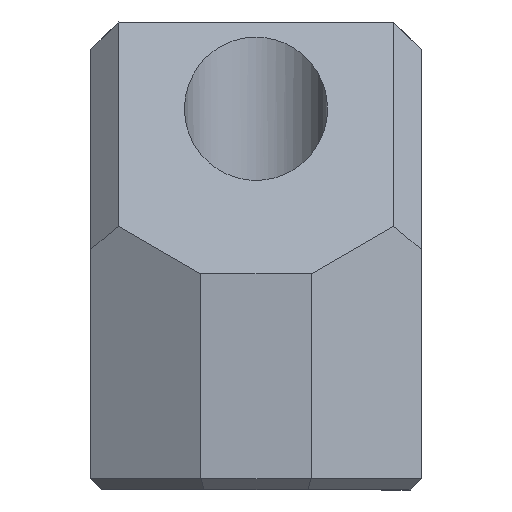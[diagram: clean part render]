
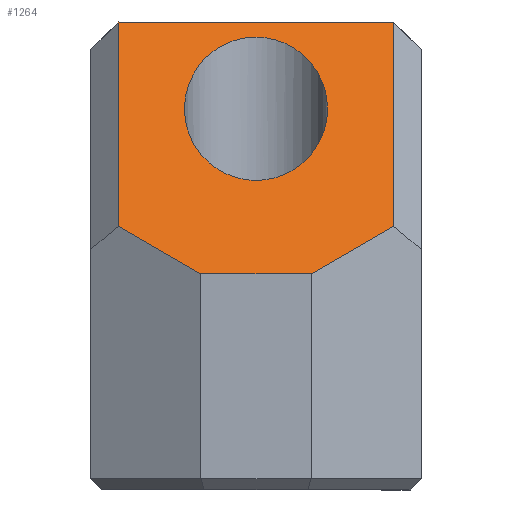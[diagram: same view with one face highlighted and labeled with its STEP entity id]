
A CAD part, left-side view. The second image highlights one B-rep face of the part: STEP entity #1264.
In plain terms, the highlighted planar face has unit normal (-0.707, 0, 0.707).
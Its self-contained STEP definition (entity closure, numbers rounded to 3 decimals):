
#16=ELLIPSE('',#1299,3.677,2.6);
#24=FACE_BOUND('',#216,.T.);
#76=PLANE('',#1356);
#144=FACE_OUTER_BOUND('',#215,.T.);
#215=EDGE_LOOP('',(#1151,#1152,#1153,#1154,#1155,#1156));
#216=EDGE_LOOP('',(#1157));
#290=LINE('',#1833,#456);
#293=LINE('',#1838,#459);
#296=LINE('',#1844,#462);
#359=LINE('',#1976,#525);
#387=LINE('',#2030,#553);
#388=LINE('',#2031,#554);
#456=VECTOR('',#1494,3.873);
#459=VECTOR('',#1499,4.);
#462=VECTOR('',#1504,3.873);
#525=VECTOR('',#1611,10.);
#553=VECTOR('',#1665,10.493);
#554=VECTOR('',#1666,10.493);
#588=VERTEX_POINT('',#1742);
#612=VERTEX_POINT('',#1830);
#613=VERTEX_POINT('',#1832);
#614=VERTEX_POINT('',#1836);
#616=VERTEX_POINT('',#1842);
#662=VERTEX_POINT('',#1973);
#663=VERTEX_POINT('',#1975);
#701=EDGE_CURVE('',#588,#588,#16,.T.);
#746=EDGE_CURVE('',#613,#612,#290,.T.);
#749=EDGE_CURVE('',#614,#612,#293,.T.);
#752=EDGE_CURVE('',#614,#616,#296,.T.);
#817=EDGE_CURVE('',#662,#663,#359,.T.);
#847=EDGE_CURVE('',#616,#663,#387,.T.);
#848=EDGE_CURVE('',#662,#613,#388,.T.);
#1151=ORIENTED_EDGE('',*,*,#749,.F.);
#1152=ORIENTED_EDGE('',*,*,#752,.T.);
#1153=ORIENTED_EDGE('',*,*,#847,.T.);
#1154=ORIENTED_EDGE('',*,*,#817,.F.);
#1155=ORIENTED_EDGE('',*,*,#848,.T.);
#1156=ORIENTED_EDGE('',*,*,#746,.T.);
#1157=ORIENTED_EDGE('',*,*,#701,.F.);
#1264=ADVANCED_FACE('',(#144,#24),#76,.F.);
#1299=AXIS2_PLACEMENT_3D('',#1743,#1408,#1409);
#1356=AXIS2_PLACEMENT_3D('',#2029,#1663,#1664);
#1408=DIRECTION('center_axis',(-0.707,0.,
0.707));
#1409=DIRECTION('ref_axis',(0.707,0.,0.707));
#1494=DIRECTION('',(-0.447,-0.775,-0.447));
#1499=DIRECTION('',(0.,1.,0.));
#1504=DIRECTION('',(0.447,-0.775,0.447));
#1611=DIRECTION('',(0.,-1.,0.));
#1663=DIRECTION('center_axis',(0.707,0.,
-0.707));
#1664=DIRECTION('ref_axis',(0.,-1.,0.));
#1665=DIRECTION('',(0.707,0.,0.707));
#1666=DIRECTION('',(-0.707,0.,-0.707));
#1742=CARTESIAN_POINT('',(201.298,-26.8,28.975));
#1743=CARTESIAN_POINT('Origin',(198.698,-26.8,26.375));
#1830=CARTESIAN_POINT('',(192.698,-24.8,20.375));
#1832=CARTESIAN_POINT('',(194.43,-21.8,22.107));
#1833=CARTESIAN_POINT('',(194.43,-21.8,22.107));
#1836=CARTESIAN_POINT('',(192.698,-28.8,20.375));
#1838=CARTESIAN_POINT('',(192.698,-28.8,20.375));
#1842=CARTESIAN_POINT('',(194.43,-31.8,22.107));
#1844=CARTESIAN_POINT('',(192.698,-28.8,20.375));
#1973=CARTESIAN_POINT('',(201.85,-21.8,29.526));
#1975=CARTESIAN_POINT('',(201.85,-31.8,29.526));
#1976=CARTESIAN_POINT('',(201.85,-21.8,29.526));
#2029=CARTESIAN_POINT('Origin',(202.274,-42.164,29.95));
#2030=CARTESIAN_POINT('',(194.43,-31.8,22.107));
#2031=CARTESIAN_POINT('',(201.85,-21.8,29.526));
